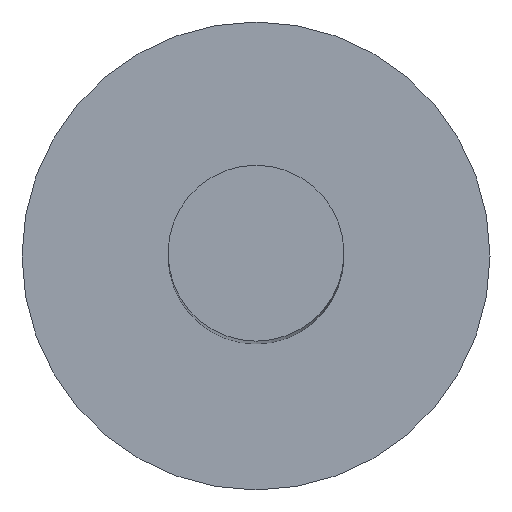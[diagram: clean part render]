
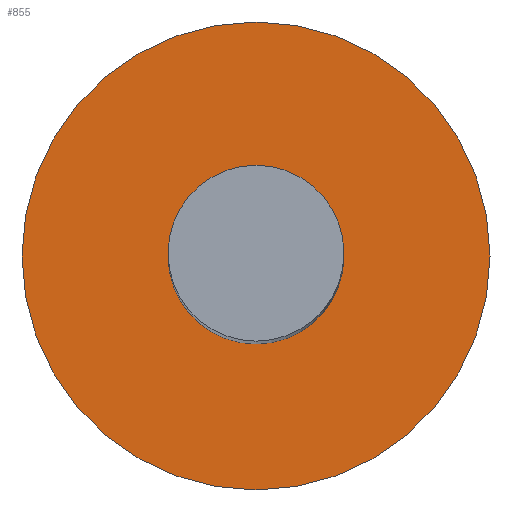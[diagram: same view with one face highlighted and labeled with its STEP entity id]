
A CAD part, top view. The second image highlights one B-rep face of the part: STEP entity #855.
In plain terms, the highlighted planar face has unit normal (0, 0, 1).
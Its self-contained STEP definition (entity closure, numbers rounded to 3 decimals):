
#30 = CARTESIAN_POINT ( 'NONE',  ( 0., 3., 0. ) ) ;
#72 = DIRECTION ( 'NONE',  ( 0., 0., -1. ) ) ;
#123 = VERTEX_POINT ( 'NONE', #413 ) ;
#148 = AXIS2_PLACEMENT_3D ( 'NONE', #1090, #1159, #191 ) ;
#160 = CIRCLE ( 'NONE', #392, 7.25 ) ;
#175 = EDGE_CURVE ( 'NONE', #123, #123, #374, .T. ) ;
#191 = DIRECTION ( 'NONE',  ( 1., 0., 0. ) ) ;
#222 = PLANE ( 'NONE',  #933 ) ;
#233 = AXIS2_PLACEMENT_3D ( 'NONE', #797, #331, #616 ) ;
#258 = ORIENTED_EDGE ( 'NONE', *, *, #175, .T. ) ;
#286 = EDGE_LOOP ( 'NONE', ( #842, #1126 ) ) ;
#309 = DIRECTION ( 'NONE',  ( 0., 0., 1. ) ) ;
#331 = DIRECTION ( 'NONE',  ( 0., 0., -1. ) ) ;
#374 = CIRCLE ( 'NONE', #148, 2.725 ) ;
#392 = AXIS2_PLACEMENT_3D ( 'NONE', #1027, #72, #544 ) ;
#413 = CARTESIAN_POINT ( 'NONE',  ( 2.725, 0., 0. ) ) ;
#507 = EDGE_CURVE ( 'NONE', #548, #1009, #160, .T. ) ;
#544 = DIRECTION ( 'NONE',  ( -1., 0., 0. ) ) ;
#548 = VERTEX_POINT ( 'NONE', #1128 ) ;
#596 = FACE_OUTER_BOUND ( 'NONE', #286, .T. ) ;
#608 = CIRCLE ( 'NONE', #233, 7.25 ) ;
#616 = DIRECTION ( 'NONE',  ( -1., 0., 0. ) ) ;
#636 = EDGE_LOOP ( 'NONE', ( #258 ) ) ;
#765 = EDGE_CURVE ( 'NONE', #1009, #548, #608, .T. ) ;
#797 = CARTESIAN_POINT ( 'NONE',  ( 0., 0., 0. ) ) ;
#842 = ORIENTED_EDGE ( 'NONE', *, *, #765, .F. ) ;
#855 = ADVANCED_FACE ( 'NONE', ( #596, #986 ), #222, .T. ) ;
#933 = AXIS2_PLACEMENT_3D ( 'NONE', #30, #309, #981 ) ;
#981 = DIRECTION ( 'NONE',  ( 1., 0., 0. ) ) ;
#986 = FACE_BOUND ( 'NONE', #636, .T. ) ;
#1009 = VERTEX_POINT ( 'NONE', #1238 ) ;
#1027 = CARTESIAN_POINT ( 'NONE',  ( 0., 0., 0. ) ) ;
#1090 = CARTESIAN_POINT ( 'NONE',  ( 0., 0., 0. ) ) ;
#1126 = ORIENTED_EDGE ( 'NONE', *, *, #507, .F. ) ;
#1128 = CARTESIAN_POINT ( 'NONE',  ( -7.25, 0., 0. ) ) ;
#1159 = DIRECTION ( 'NONE',  ( 0., 0., -1. ) ) ;
#1238 = CARTESIAN_POINT ( 'NONE',  ( 7.25, 0., 0. ) ) ;
